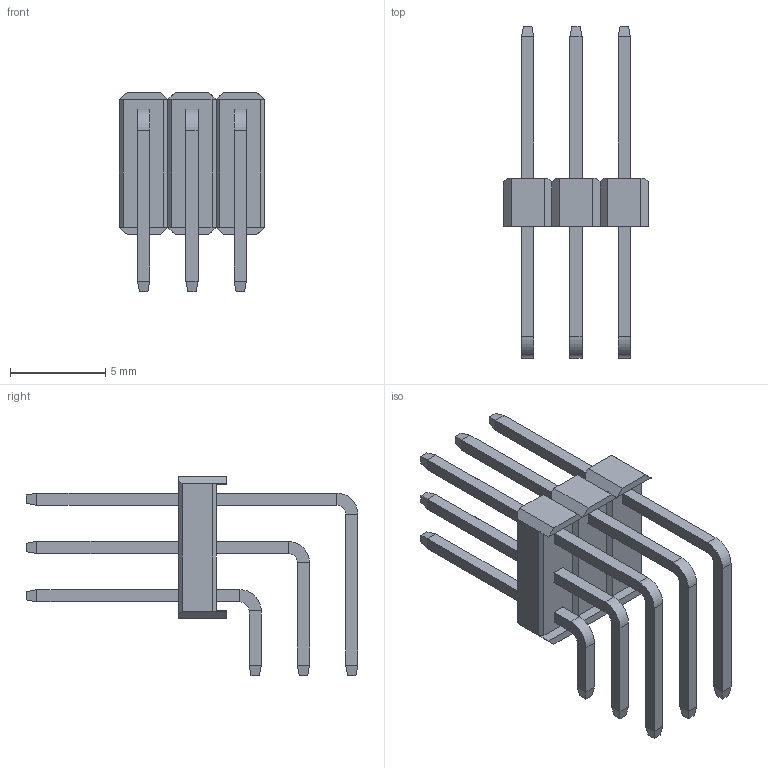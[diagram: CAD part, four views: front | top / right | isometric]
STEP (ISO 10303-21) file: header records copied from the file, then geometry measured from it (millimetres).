
FILE_DESCRIPTION (( 'STEP AP214' ), '1' );
FILE_NAME ('3x3 Male Pin Header Angle.STEP', '2018-11-17T18:43:20', ( 'M.B.I.' ), ( '' ), 'SwSTEP 2.0', '', '' );
FILE_SCHEMA (( 'AUTOMOTIVE_DESIGN' ));
Length unit declared in the file: millimetre
Products named in the file (1): 3x3 Male Pin Header Angle
Bounding box: 7.62 x 17.44 x 10.5 mm (x, y, z)
Volume: 182.4 mm3; surface area: 714.6 mm2
Topology: 10 solids, 10 shells, 302 faces, 692 edges, 410 vertices
Faces by surface type: plane 284, cylinder 18
Entity records: 8311 total; most frequent: CARTESIAN_POINT 1405, ORIENTED_EDGE 1384, DIRECTION 1334, EDGE_CURVE 692, VECTOR 656, LINE 656, VERTEX_POINT 410, AXIS2_PLACEMENT_3D 339
